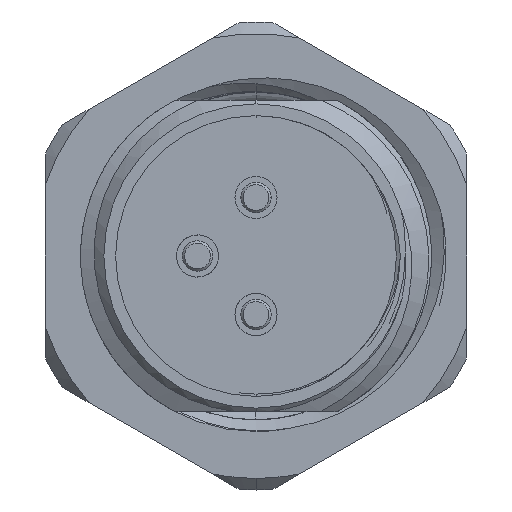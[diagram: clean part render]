
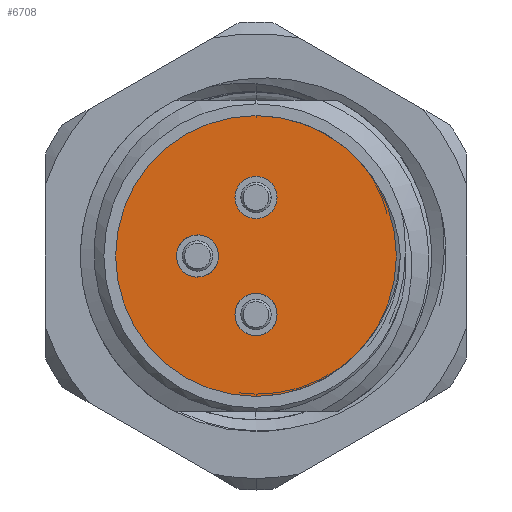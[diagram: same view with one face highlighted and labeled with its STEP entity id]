
A CAD part, left-side view. The second image highlights one B-rep face of the part: STEP entity #6708.
In plain terms, the highlighted planar face has unit normal (-1, 0, 0).
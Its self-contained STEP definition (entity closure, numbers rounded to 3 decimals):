
#95 = CIRCLE ( 'NONE', #4608, 6. ) ;
#267 = EDGE_CURVE ( 'NONE', #10909, #8663, #9075, .T. ) ;
#660 = ORIENTED_EDGE ( 'NONE', *, *, #11765, .F. ) ;
#793 = CARTESIAN_POINT ( 'NONE',  ( -13., -0.9, -2.5 ) ) ;
#881 = PLANE ( 'NONE',  #1058 ) ;
#1058 = AXIS2_PLACEMENT_3D ( 'NONE', #3697, #7499, #11351 ) ;
#1071 = AXIS2_PLACEMENT_3D ( 'NONE', #7373, #7310, #2678 ) ;
#1568 = DIRECTION ( 'NONE',  ( 0., -1., 0. ) ) ;
#1823 = VERTEX_POINT ( 'NONE', #8350 ) ;
#1890 = VERTEX_POINT ( 'NONE', #2902 ) ;
#1925 = CIRCLE ( 'NONE', #12020, 0.9 ) ;
#2147 = ORIENTED_EDGE ( 'NONE', *, *, #4907, .F. ) ;
#2678 = DIRECTION ( 'NONE',  ( 0., -1., 0. ) ) ;
#2708 = DIRECTION ( 'NONE',  ( -1., 0., 0. ) ) ;
#2714 = DIRECTION ( 'NONE',  ( 1., 0., 0. ) ) ;
#2766 = DIRECTION ( 'NONE',  ( 0., 1., 0. ) ) ;
#2826 = DIRECTION ( 'NONE',  ( 1., 0., 0. ) ) ;
#2902 = CARTESIAN_POINT ( 'NONE',  ( -13., 6., 0. ) ) ;
#2931 = VERTEX_POINT ( 'NONE', #6973 ) ;
#2992 = CIRCLE ( 'NONE', #4164, 0.9 ) ;
#3024 = FACE_OUTER_BOUND ( 'NONE', #7358, .T. ) ;
#3098 = EDGE_CURVE ( 'NONE', #4748, #2931, #2992, .T. ) ;
#3253 = CARTESIAN_POINT ( 'NONE',  ( -13., 0., 2.5 ) ) ;
#3280 = CARTESIAN_POINT ( 'NONE',  ( -13., 2.5, 0. ) ) ;
#3697 = CARTESIAN_POINT ( 'NONE',  ( -13., 0., 0. ) ) ;
#4066 = AXIS2_PLACEMENT_3D ( 'NONE', #8344, #2714, #10966 ) ;
#4164 = AXIS2_PLACEMENT_3D ( 'NONE', #8458, #11144, #6483 ) ;
#4608 = AXIS2_PLACEMENT_3D ( 'NONE', #10403, #2826, #2766 ) ;
#4736 = FACE_BOUND ( 'NONE', #12110, .T. ) ;
#4748 = VERTEX_POINT ( 'NONE', #9922 ) ;
#4851 = CIRCLE ( 'NONE', #4066, 6. ) ;
#4907 = EDGE_CURVE ( 'NONE', #9427, #1823, #10566, .T. ) ;
#5312 = DIRECTION ( 'NONE',  ( -1., 0., 0. ) ) ;
#5686 = FACE_BOUND ( 'NONE', #11634, .T. ) ;
#5718 = VERTEX_POINT ( 'NONE', #6034 ) ;
#6034 = CARTESIAN_POINT ( 'NONE',  ( -13., -6., 0. ) ) ;
#6036 = EDGE_CURVE ( 'NONE', #1823, #9427, #8956, .T. ) ;
#6130 = EDGE_CURVE ( 'NONE', #8663, #10909, #11147, .T. ) ;
#6483 = DIRECTION ( 'NONE',  ( 0., -1., 0. ) ) ;
#6708 = ADVANCED_FACE ( 'NONE', ( #7554, #4736, #5686, #3024 ), #881, .T. ) ;
#6864 = DIRECTION ( 'NONE',  ( 0., -1., 0. ) ) ;
#6973 = CARTESIAN_POINT ( 'NONE',  ( -13., 0.9, 2.5 ) ) ;
#7310 = DIRECTION ( 'NONE',  ( -1., 0., 0. ) ) ;
#7358 = EDGE_LOOP ( 'NONE', ( #10007, #7817 ) ) ;
#7373 = CARTESIAN_POINT ( 'NONE',  ( -13., 2.5, 0. ) ) ;
#7499 = DIRECTION ( 'NONE',  ( -1., 0., 0. ) ) ;
#7554 = FACE_BOUND ( 'NONE', #11190, .T. ) ;
#7645 = ORIENTED_EDGE ( 'NONE', *, *, #267, .F. ) ;
#7684 = AXIS2_PLACEMENT_3D ( 'NONE', #7982, #2708, #8336 ) ;
#7817 = ORIENTED_EDGE ( 'NONE', *, *, #8028, .F. ) ;
#7982 = CARTESIAN_POINT ( 'NONE',  ( -13., 0., -2.5 ) ) ;
#8028 = EDGE_CURVE ( 'NONE', #5718, #1890, #95, .T. ) ;
#8336 = DIRECTION ( 'NONE',  ( 0., -1., 0. ) ) ;
#8344 = CARTESIAN_POINT ( 'NONE',  ( -13., 0., 0. ) ) ;
#8350 = CARTESIAN_POINT ( 'NONE',  ( -13., 1.6, 0. ) ) ;
#8458 = CARTESIAN_POINT ( 'NONE',  ( -13., 0., 2.5 ) ) ;
#8506 = ORIENTED_EDGE ( 'NONE', *, *, #6036, .F. ) ;
#8524 = CARTESIAN_POINT ( 'NONE',  ( -13., 0.9, -2.5 ) ) ;
#8651 = ORIENTED_EDGE ( 'NONE', *, *, #6130, .F. ) ;
#8663 = VERTEX_POINT ( 'NONE', #793 ) ;
#8956 = CIRCLE ( 'NONE', #11735, 0.9 ) ;
#9075 = CIRCLE ( 'NONE', #7684, 0.9 ) ;
#9157 = CARTESIAN_POINT ( 'NONE',  ( -13., 3.4, 0. ) ) ;
#9427 = VERTEX_POINT ( 'NONE', #9157 ) ;
#9922 = CARTESIAN_POINT ( 'NONE',  ( -13., -0.9, 2.5 ) ) ;
#10007 = ORIENTED_EDGE ( 'NONE', *, *, #11852, .F. ) ;
#10403 = CARTESIAN_POINT ( 'NONE',  ( -13., 0., 0. ) ) ;
#10566 = CIRCLE ( 'NONE', #1071, 0.9 ) ;
#10661 = DIRECTION ( 'NONE',  ( -1., 0., 0. ) ) ;
#10909 = VERTEX_POINT ( 'NONE', #8524 ) ;
#10966 = DIRECTION ( 'NONE',  ( 0., 1., 0. ) ) ;
#11144 = DIRECTION ( 'NONE',  ( -1., 0., 0. ) ) ;
#11147 = CIRCLE ( 'NONE', #11543, 0.9 ) ;
#11181 = CARTESIAN_POINT ( 'NONE',  ( -13., 0., -2.5 ) ) ;
#11190 = EDGE_LOOP ( 'NONE', ( #8651, #7645 ) ) ;
#11351 = DIRECTION ( 'NONE',  ( 0., -1., 0. ) ) ;
#11526 = DIRECTION ( 'NONE',  ( -1., 0., 0. ) ) ;
#11543 = AXIS2_PLACEMENT_3D ( 'NONE', #11181, #11526, #12225 ) ;
#11634 = EDGE_LOOP ( 'NONE', ( #11993, #660 ) ) ;
#11735 = AXIS2_PLACEMENT_3D ( 'NONE', #3280, #5312, #1568 ) ;
#11765 = EDGE_CURVE ( 'NONE', #2931, #4748, #1925, .T. ) ;
#11852 = EDGE_CURVE ( 'NONE', #1890, #5718, #4851, .T. ) ;
#11993 = ORIENTED_EDGE ( 'NONE', *, *, #3098, .F. ) ;
#12020 = AXIS2_PLACEMENT_3D ( 'NONE', #3253, #10661, #6864 ) ;
#12110 = EDGE_LOOP ( 'NONE', ( #8506, #2147 ) ) ;
#12225 = DIRECTION ( 'NONE',  ( 0., -1., 0. ) ) ;
